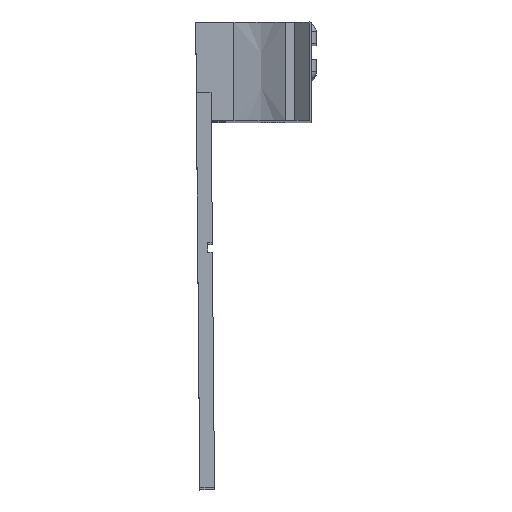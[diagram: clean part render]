
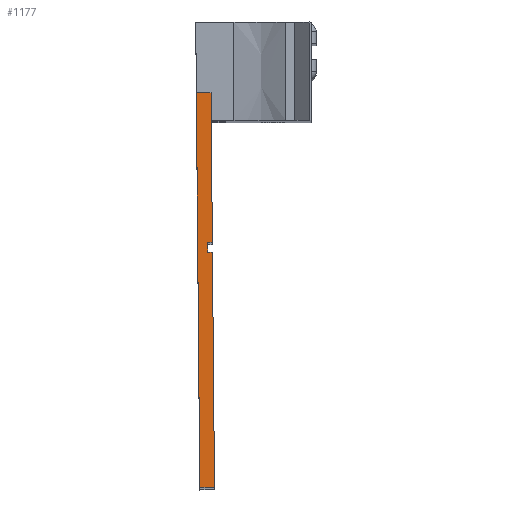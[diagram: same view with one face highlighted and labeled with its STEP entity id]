
A CAD part, top view. The second image highlights one B-rep face of the part: STEP entity #1177.
In plain terms, the highlighted planar face has unit normal (0, 0, 1).
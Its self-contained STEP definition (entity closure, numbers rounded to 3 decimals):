
#466 = EDGE_CURVE ( 'NONE', #467, #468, #2505, .T. ) ;
#467 = VERTEX_POINT ( 'NONE', #2501 ) ;
#468 = VERTEX_POINT ( 'NONE', #2500 ) ;
#781 = VERTEX_POINT ( 'NONE', #2909 ) ;
#965 = EDGE_CURVE ( 'NONE', #468, #966, #3245, .T. ) ;
#966 = VERTEX_POINT ( 'NONE', #3241 ) ;
#971 = EDGE_CURVE ( 'NONE', #781, #966, #3235, .T. ) ;
#1148 = ORIENTED_EDGE ( 'NONE', *, *, #965, .T. ) ;
#1157 = EDGE_CURVE ( 'NONE', #1158, #1165, #3295, .T. ) ;
#1158 = VERTEX_POINT ( 'NONE', #3291 ) ;
#1164 = EDGE_CURVE ( 'NONE', #1165, #1178, #3280, .T. ) ;
#1165 = VERTEX_POINT ( 'NONE', #3276 ) ;
#1166 = ORIENTED_EDGE ( 'NONE', *, *, #1170, .T. ) ;
#1169 = ORIENTED_EDGE ( 'NONE', *, *, #1157, .F. ) ;
#1170 = EDGE_CURVE ( 'NONE', #1158, #467, #3271, .T. ) ;
#1173 = ORIENTED_EDGE ( 'NONE', *, *, #1174, .T. ) ;
#1174 = EDGE_CURVE ( 'NONE', #1200, #1178, #3579, .T. ) ;
#1175 = ORIENTED_EDGE ( 'NONE', *, *, #971, .F. ) ;
#1177 = ADVANCED_FACE ( 'NONE', ( #3668 ), #3638, .T. ) ;
#1178 = VERTEX_POINT ( 'NONE', #3640 ) ;
#1179 = ORIENTED_EDGE ( 'NONE', *, *, #466, .T. ) ;
#1185 = EDGE_LOOP ( 'NONE', ( #1197, #1169, #1166, #1179, #1148, #1175, #1198, #1173 ) ) ;
#1197 = ORIENTED_EDGE ( 'NONE', *, *, #1164, .F. ) ;
#1198 = ORIENTED_EDGE ( 'NONE', *, *, #1199, .F. ) ;
#1199 = EDGE_CURVE ( 'NONE', #1200, #781, #3694, .T. ) ;
#1200 = VERTEX_POINT ( 'NONE', #3687 ) ;
#2500 = CARTESIAN_POINT ( 'NONE',  ( -2.337, -7.222, 72.437 ) ) ;
#2501 = CARTESIAN_POINT ( 'NONE',  ( -2.204, -22.486, 72.437 ) ) ;
#2502 = DIRECTION ( 'NONE',  ( -0.009, 1., 0. ) ) ;
#2503 = VECTOR ( 'NONE', #2502, 1000. ) ;
#2504 = CARTESIAN_POINT ( 'NONE',  ( -2.337, -7.209, 72.437 ) ) ;
#2505 = LINE ( 'NONE', #2504, #2503 ) ;
#2909 = CARTESIAN_POINT ( 'NONE',  ( -3.485, -47.499, 72.437 ) ) ;
#3232 = DIRECTION ( 'NONE',  ( -0.009, 1., 0. ) ) ;
#3233 = VECTOR ( 'NONE', #3232, 1000. ) ;
#3234 = CARTESIAN_POINT ( 'NONE',  ( -3.837, -7.222, 72.437 ) ) ;
#3235 = LINE ( 'NONE', #3234, #3233 ) ;
#3241 = CARTESIAN_POINT ( 'NONE',  ( -3.837, -7.222, 72.437 ) ) ;
#3242 = DIRECTION ( 'NONE',  ( -1., 0., 0. ) ) ;
#3243 = VECTOR ( 'NONE', #3242, 1000. ) ;
#3244 = CARTESIAN_POINT ( 'NONE',  ( 0., -7.222, 72.437 ) ) ;
#3245 = LINE ( 'NONE', #3244, #3243 ) ;
#3268 = DIRECTION ( 'NONE',  ( 1., 0.009, 0. ) ) ;
#3269 = VECTOR ( 'NONE', #3268, 1000. ) ;
#3270 = CARTESIAN_POINT ( 'NONE',  ( -2.204, -22.486, 72.437 ) ) ;
#3271 = LINE ( 'NONE', #3270, #3269 ) ;
#3276 = CARTESIAN_POINT ( 'NONE',  ( -2.695, -23.491, 72.437 ) ) ;
#3277 = DIRECTION ( 'NONE',  ( 1., 0.009, 0. ) ) ;
#3278 = VECTOR ( 'NONE', #3277, 1000. ) ;
#3279 = CARTESIAN_POINT ( 'NONE',  ( -2.195, -23.486, 72.437 ) ) ;
#3280 = LINE ( 'NONE', #3279, #3278 ) ;
#3291 = CARTESIAN_POINT ( 'NONE',  ( -2.704, -22.491, 72.437 ) ) ;
#3292 = DIRECTION ( 'NONE',  ( 0.009, -1., 0. ) ) ;
#3293 = VECTOR ( 'NONE', #3292, 1000. ) ;
#3294 = CARTESIAN_POINT ( 'NONE',  ( -2.837, -7.214, 72.437 ) ) ;
#3295 = LINE ( 'NONE', #3294, #3293 ) ;
#3547 = CARTESIAN_POINT ( 'NONE',  ( -2.337, -7.209, 72.437 ) ) ;
#3548 = DIRECTION ( 'NONE',  ( -0.009, 1., 0. ) ) ;
#3579 = LINE ( 'NONE', #3547, #3667 ) ;
#3638 = PLANE ( 'NONE',  #3644 ) ;
#3640 = CARTESIAN_POINT ( 'NONE',  ( -2.195, -23.486, 72.437 ) ) ;
#3641 = DIRECTION ( 'NONE',  ( 0., -1., 0. ) ) ;
#3642 = DIRECTION ( 'NONE',  ( 0., 0., 1. ) ) ;
#3643 = CARTESIAN_POINT ( 'NONE',  ( -2.337, -7.209, 72.437 ) ) ;
#3644 = AXIS2_PLACEMENT_3D ( 'NONE', #3643, #3642, #3641 ) ;
#3667 = VECTOR ( 'NONE', #3548, 1000. ) ;
#3668 = FACE_OUTER_BOUND ( 'NONE', #1185, .T. ) ;
#3687 = CARTESIAN_POINT ( 'NONE',  ( -1.986, -47.485, 72.437 ) ) ;
#3688 = DIRECTION ( 'NONE',  ( -1., -0.009, 0. ) ) ;
#3689 = VECTOR ( 'NONE', #3688, 1000. ) ;
#3690 = CARTESIAN_POINT ( 'NONE',  ( -1.986, -47.485, 72.437 ) ) ;
#3694 = LINE ( 'NONE', #3690, #3689 ) ;
